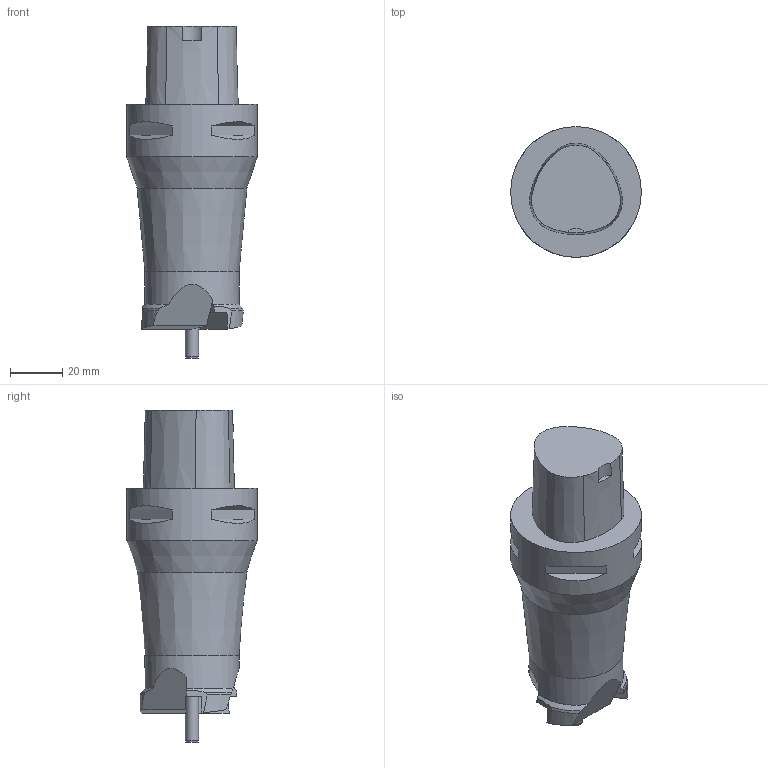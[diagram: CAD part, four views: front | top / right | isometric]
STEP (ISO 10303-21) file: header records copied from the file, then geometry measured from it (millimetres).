
FILE_DESCRIPTION(/* description */ (''),/* implementation_level */ '2;1');
FILE_NAME(/* name */ '1550673123373.stp',/* time_stamp */ '2019-02-20T15:32:20+01:00',/* author */ (''),/* organization */ ('SMS'),/* preprocessor_version */ 'ST-DEVELOPER v15',/* originating_system */ 'SIEMENS PLM Software NX 8.5',/* authorisation */ '');
FILE_SCHEMA (('AUTOMOTIVE_DESIGN { 1 0 10303 214 3 1 1 1 }'));
Length unit declared in the file: millimetre
Products named in the file (1): 200955499mod000_01
Bounding box: 50 x 50 x 127 mm (x, y, z)
Volume: 143352.9 mm3; surface area: 18297.9 mm2
Topology: 1 solids, 1 shells, 57 faces, 144 edges, 100 vertices
Faces by surface type: plane 35, cone 15, cylinder 7
Full cylindrical faces by diameter (mm): 5.008 x1, 36 x1, 50 x1
Entity records: 1793 total; most frequent: CARTESIAN_POINT 342, DIRECTION 303, ORIENTED_EDGE 272, EDGE_CURVE 136, AXIS2_PLACEMENT_3D 118, VERTEX_POINT 93, EDGE_LOOP 69, LINE 67
